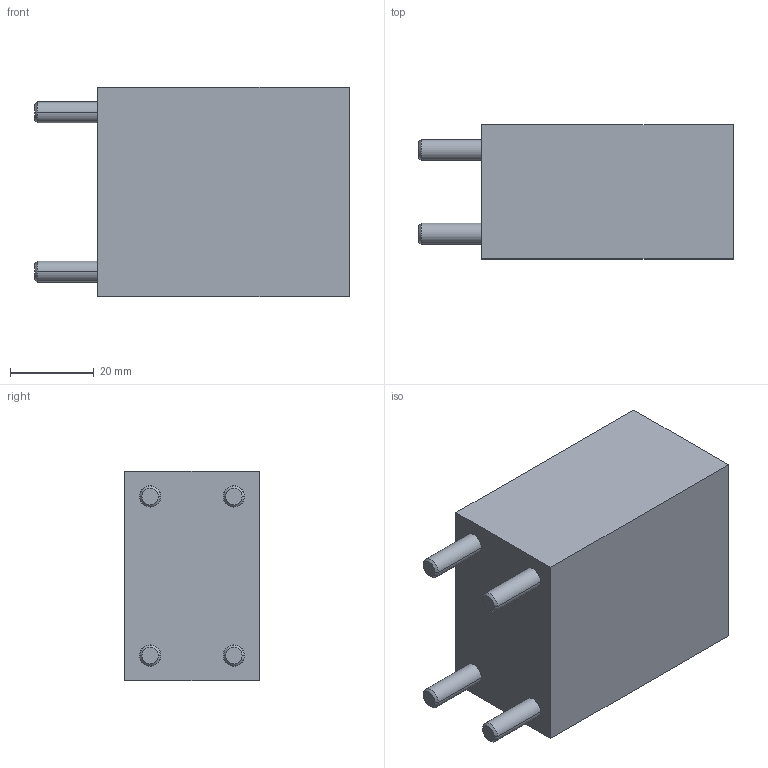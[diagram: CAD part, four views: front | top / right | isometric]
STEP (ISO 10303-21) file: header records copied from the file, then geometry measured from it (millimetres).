
FILE_DESCRIPTION(('STEP AP214'),'1');
FILE_NAME('halderv_eh_1990_116.stp','2018-06-12T10:10:41',('TraceParts'),('TraceParts S.A.'),'Spatial InterOp 3D',' ',' ');
FILE_SCHEMA(('automotive_design'));
Length unit declared in the file: millimetre
Products named in the file (5): halderv_eh_1990_116_1; halderv_eh_1990_116_2; halderv_eh_1990_116_3; halderv_eh_1990_116_4; halderv_eh_1990_116_5
Bounding box: 75 x 32 x 50 mm (x, y, z)
Volume: 95760.9 mm3; surface area: 22758.3 mm2
Topology: 5 solids, 5 shells, 103 faces, 234 edges, 154 vertices
Faces by surface type: plane 51, cylinder 34, cone 10, torus 8
Entity records: 3682 total; most frequent: DIRECTION 556, CARTESIAN_POINT 496, ORIENTED_EDGE 468, EDGE_CURVE 234, AXIS2_PLACEMENT_3D 214, VERTEX_POINT 154, LINE 128, VECTOR 128
